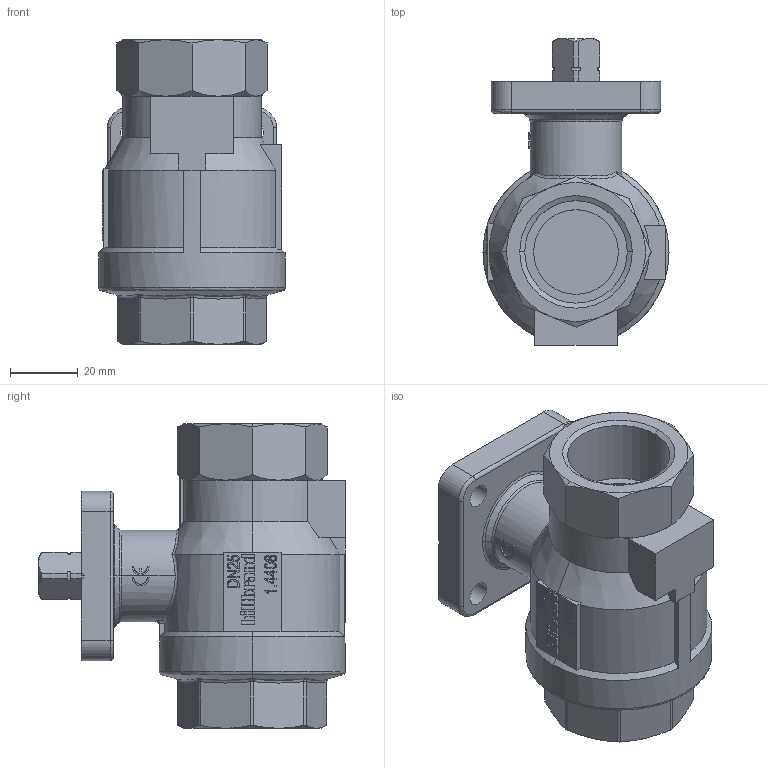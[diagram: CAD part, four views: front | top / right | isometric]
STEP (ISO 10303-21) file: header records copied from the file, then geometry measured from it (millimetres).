
FILE_DESCRIPTION(('STEP AP214'),'2;1');
FILE_NAME('Open CASCADE Shape Model','2024-09-02T09:09:23',(''),(''), 'Open CASCADE STEP processor 7.7','SolidWorks 2024','Unknown');
FILE_SCHEMA(('AUTOMOTIVE_DESIGN_CC2 { 1 2 10303 214 -1 1 5 4 }'));
Length unit declared in the file: millimetre
Products named in the file (2): 08 02 10X TW 24; HST 08 02 10X TW 24
Assembly tree (1 placements, depth 2):
  08 02 10X TW 24
    HST 08 02 10X TW 24
Bounding box: 55 x 90.6 x 90 mm (x, y, z)
Volume: 161267 mm3; surface area: 30840.7 mm2
Topology: 1 solids, 1 shells, 567 faces, 1465 edges, 953 vertices
Faces by surface type: plane 327, bspline 99, cylinder 83, cone 52, torus 6
Entity records: 19949 total; most frequent: CARTESIAN_POINT 6803, ORIENTED_EDGE 2922, DIRECTION 2331, EDGE_CURVE 1461, VERTEX_POINT 953, LINE 881, VECTOR 881, AXIS2_PLACEMENT_3D 725
